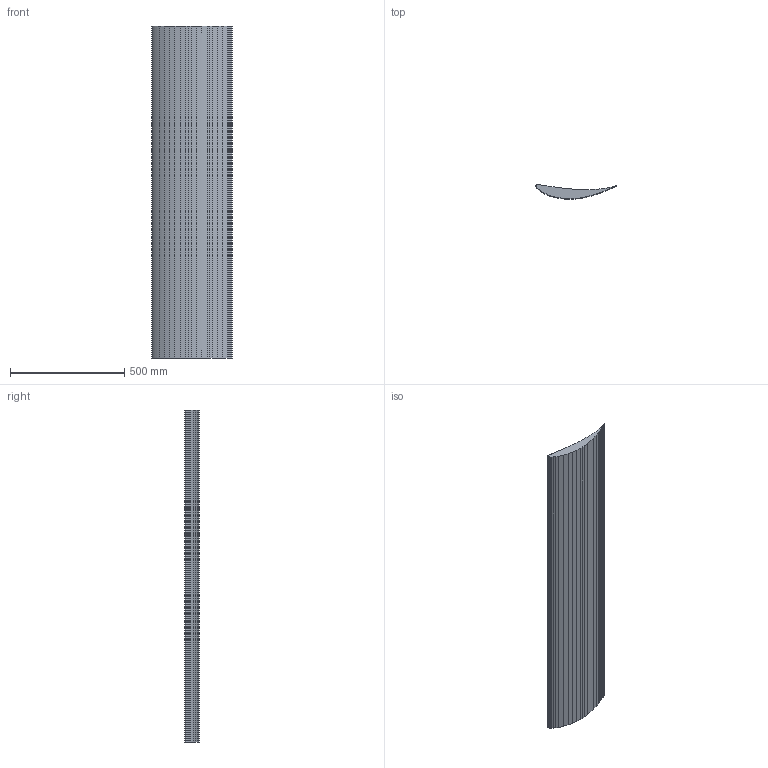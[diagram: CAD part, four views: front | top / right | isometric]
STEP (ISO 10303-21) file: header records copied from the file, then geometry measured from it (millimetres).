
FILE_DESCRIPTION(('CATIA V5 STEP Exchange'),'2;1');
FILE_NAME('Profil 1.stp','2019-12-04T15:52:44+00:00',('none'),('none'),'CATIA Version 5 Release 19 SP 2 (IN-10)','CATIA V5 STEP AP203','none');
FILE_SCHEMA(('CONFIG_CONTROL_DESIGN'));
Length unit declared in the file: millimetre
Products named in the file (1): AE_03003
Bounding box: 350 x 61.29 x 1450 mm (x, y, z)
Volume: 14909308.6 mm3; surface area: 1082268 mm2
Topology: 1 solids, 1 shells, 80 faces, 234 edges, 156 vertices
Faces by surface type: extrusion 78, plane 2
Entity records: 3576 total; most frequent: CARTESIAN_POINT 1719, ORIENTED_EDGE 468, B_SPLINE_CURVE_WITH_KNOTS 234, EDGE_CURVE 234, DIRECTION 160, VECTOR 156, VERTEX_POINT 156, ADVANCED_FACE 80
